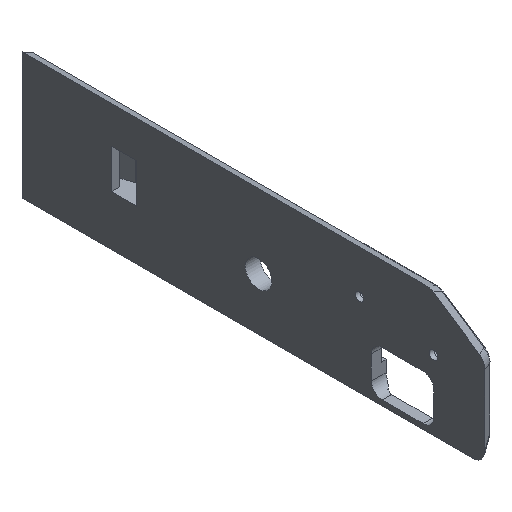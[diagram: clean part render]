
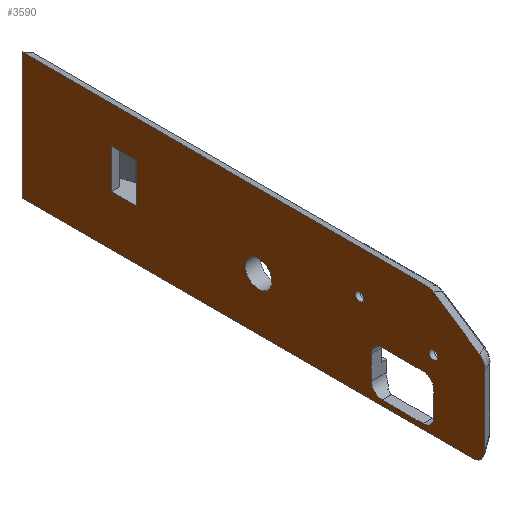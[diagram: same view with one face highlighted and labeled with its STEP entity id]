
A CAD part, isometric view. The second image highlights one B-rep face of the part: STEP entity #3590.
In plain terms, the highlighted planar face has unit normal (-1, 0, 0).
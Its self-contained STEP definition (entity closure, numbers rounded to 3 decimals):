
#580=CARTESIAN_POINT('',(19.6,444.75,-29.));
#581=VERTEX_POINT('',#580);
#605=CARTESIAN_POINT('',(19.6,443.,-30.75));
#606=VERTEX_POINT('',#605);
#607=CARTESIAN_POINT('',(19.6,443.,-29.));
#608=DIRECTION('',(1.,0.,0.));
#609=DIRECTION('',(0.,0.,-1.));
#610=AXIS2_PLACEMENT_3D('',#607,#608,#609);
#611=CIRCLE('',#610,1.75);
#612=EDGE_CURVE('',#606,#581,#611,.T.);
#614=CARTESIAN_POINT('',(19.6,443.,-29.));
#615=DIRECTION('',(1.,0.,0.));
#616=DIRECTION('',(0.,0.,-1.));
#617=AXIS2_PLACEMENT_3D('',#614,#615,#616);
#618=CIRCLE('',#617,1.75);
#619=EDGE_CURVE('',#581,#606,#618,.T.);
#631=CARTESIAN_POINT('',(19.6,474.75,-23.5));
#632=VERTEX_POINT('',#631);
#656=CARTESIAN_POINT('',(19.6,473.,-25.25));
#657=VERTEX_POINT('',#656);
#658=CARTESIAN_POINT('',(19.6,473.,-23.5));
#659=DIRECTION('',(1.,0.,0.));
#660=DIRECTION('',(0.,0.,-1.));
#661=AXIS2_PLACEMENT_3D('',#658,#659,#660);
#662=CIRCLE('',#661,1.75);
#663=EDGE_CURVE('',#657,#632,#662,.T.);
#665=CARTESIAN_POINT('',(19.6,473.,-23.5));
#666=DIRECTION('',(1.,0.,0.));
#667=DIRECTION('',(0.,0.,-1.));
#668=AXIS2_PLACEMENT_3D('',#665,#666,#667);
#669=CIRCLE('',#668,1.75);
#670=EDGE_CURVE('',#632,#657,#669,.T.);
#793=CARTESIAN_POINT('',(19.6,610.,-57.376));
#794=VERTEX_POINT('',#793);
#801=CARTESIAN_POINT('',(19.6,610.,-6.));
#802=VERTEX_POINT('',#801);
#803=CARTESIAN_POINT('',(19.6,610.,-57.376));
#804=DIRECTION('',(0.,0.,1.));
#805=VECTOR('',#804,51.376);
#806=LINE('',#803,#805);
#807=EDGE_CURVE('',#794,#802,#806,.T.);
#1993=CARTESIAN_POINT('',(19.6,443.191,-6.873));
#1994=VERTEX_POINT('',#1993);
#2019=CARTESIAN_POINT('',(19.6,446.073,-6.));
#2020=VERTEX_POINT('',#2019);
#2027=CARTESIAN_POINT('',(19.6,443.191,-6.873));
#2028=CARTESIAN_POINT('',(19.6,444.5,-6.));
#2029=CARTESIAN_POINT('',(19.6,446.073,-6.));
#2030=(BOUNDED_CURVE()
B_SPLINE_CURVE(2,(#2027,#2028,#2029),.UNSPECIFIED.,.F.,.F.)
B_SPLINE_CURVE_WITH_KNOTS((3,3),(345.466,374.534),.UNSPECIFIED.)
CURVE()
GEOMETRIC_REPRESENTATION_ITEM()
RATIONAL_B_SPLINE_CURVE((1.,0.968,1.))
REPRESENTATION_ITEM(''));
#2031=EDGE_CURVE('',#1994,#2020,#2030,.T.);
#2041=CARTESIAN_POINT('',(19.6,424.414,-19.391));
#2042=VERTEX_POINT('',#2041);
#2051=CARTESIAN_POINT('',(19.6,424.414,-19.391));
#2052=DIRECTION('',(0.,0.832,0.555));
#2053=VECTOR('',#2052,22.567);
#2054=LINE('',#2051,#2053);
#2055=EDGE_CURVE('',#2042,#1994,#2054,.T.);
#2065=CARTESIAN_POINT('',(19.6,422.1,-23.714));
#2066=VERTEX_POINT('',#2065);
#2085=CARTESIAN_POINT('',(19.6,422.1,-23.714));
#2086=CARTESIAN_POINT('',(19.6,422.1,-20.933));
#2087=CARTESIAN_POINT('',(19.6,424.414,-19.391));
#2088=(BOUNDED_CURVE()
B_SPLINE_CURVE(2,(#2085,#2086,#2087),.UNSPECIFIED.,.F.,.F.)
B_SPLINE_CURVE_WITH_KNOTS((3,3),(335.881,384.119),.UNSPECIFIED.)
CURVE()
GEOMETRIC_REPRESENTATION_ITEM()
RATIONAL_B_SPLINE_CURVE((1.,0.913,1.))
REPRESENTATION_ITEM(''));
#2089=EDGE_CURVE('',#2066,#2042,#2088,.T.);
#2099=CARTESIAN_POINT('',(19.6,422.1,-52.18));
#2100=VERTEX_POINT('',#2099);
#2109=CARTESIAN_POINT('',(19.6,422.1,-23.714));
#2110=DIRECTION('',(-0.,-0.,-1.));
#2111=VECTOR('',#2110,28.466);
#2112=LINE('',#2109,#2111);
#2113=EDGE_CURVE('',#2066,#2100,#2112,.T.);
#2123=CARTESIAN_POINT('',(19.6,427.296,-57.376));
#2124=VERTEX_POINT('',#2123);
#2143=CARTESIAN_POINT('',(19.6,427.296,-57.376));
#2144=CARTESIAN_POINT('',(19.6,422.1,-57.376));
#2145=CARTESIAN_POINT('',(19.6,422.1,-52.18));
#2146=(BOUNDED_CURVE()
B_SPLINE_CURVE(2,(#2143,#2144,#2145),.UNSPECIFIED.,.F.,.F.)
B_SPLINE_CURVE_WITH_KNOTS((3,3),(322.239,397.761),.UNSPECIFIED.)
CURVE()
GEOMETRIC_REPRESENTATION_ITEM()
RATIONAL_B_SPLINE_CURVE((1.,0.791,1.))
REPRESENTATION_ITEM(''));
#2147=EDGE_CURVE('',#2124,#2100,#2146,.T.);
#2157=CARTESIAN_POINT('',(19.6,442.8,-50.8));
#2158=VERTEX_POINT('',#2157);
#2183=CARTESIAN_POINT('',(19.6,447.2,-55.2));
#2184=VERTEX_POINT('',#2183);
#2191=CARTESIAN_POINT('',(19.6,447.2,-50.8));
#2192=DIRECTION('',(1.,0.,0.));
#2193=DIRECTION('',(0.,0.,-1.));
#2194=AXIS2_PLACEMENT_3D('',#2191,#2192,#2193);
#2195=CIRCLE('',#2194,4.4);
#2196=EDGE_CURVE('',#2158,#2184,#2195,.T.);
#2206=CARTESIAN_POINT('',(19.6,442.8,-41.2));
#2207=VERTEX_POINT('',#2206);
#2223=CARTESIAN_POINT('',(19.6,442.8,-41.2));
#2224=DIRECTION('',(-0.,-0.,-1.));
#2225=VECTOR('',#2224,9.6);
#2226=LINE('',#2223,#2225);
#2227=EDGE_CURVE('',#2207,#2158,#2226,.T.);
#2237=CARTESIAN_POINT('',(19.6,447.2,-36.8));
#2238=VERTEX_POINT('',#2237);
#2247=CARTESIAN_POINT('',(19.6,447.2,-41.2));
#2248=DIRECTION('',(1.,0.,0.));
#2249=DIRECTION('',(0.,0.,-1.));
#2250=AXIS2_PLACEMENT_3D('',#2247,#2248,#2249);
#2251=CIRCLE('',#2250,4.4);
#2252=EDGE_CURVE('',#2238,#2207,#2251,.T.);
#2262=CARTESIAN_POINT('',(19.6,463.8,-36.8));
#2263=VERTEX_POINT('',#2262);
#2272=CARTESIAN_POINT('',(19.6,463.8,-36.8));
#2273=DIRECTION('',(-0.,-1.,-0.));
#2274=VECTOR('',#2273,16.6);
#2275=LINE('',#2272,#2274);
#2276=EDGE_CURVE('',#2263,#2238,#2275,.T.);
#2286=CARTESIAN_POINT('',(19.6,468.2,-41.2));
#2287=VERTEX_POINT('',#2286);
#2296=CARTESIAN_POINT('',(19.6,463.8,-41.2));
#2297=DIRECTION('',(1.,0.,0.));
#2298=DIRECTION('',(0.,0.,-1.));
#2299=AXIS2_PLACEMENT_3D('',#2296,#2297,#2298);
#2300=CIRCLE('',#2299,4.4);
#2301=EDGE_CURVE('',#2287,#2263,#2300,.T.);
#2311=CARTESIAN_POINT('',(19.6,468.2,-50.8));
#2312=VERTEX_POINT('',#2311);
#2330=CARTESIAN_POINT('',(19.6,468.2,-50.8));
#2331=DIRECTION('',(0.,0.,1.));
#2332=VECTOR('',#2331,9.6);
#2333=LINE('',#2330,#2332);
#2334=EDGE_CURVE('',#2312,#2287,#2333,.T.);
#2344=CARTESIAN_POINT('',(19.6,463.8,-55.2));
#2345=VERTEX_POINT('',#2344);
#2391=CARTESIAN_POINT('',(19.6,463.8,-50.8));
#2392=DIRECTION('',(1.,0.,0.));
#2393=DIRECTION('',(0.,0.,-1.));
#2394=AXIS2_PLACEMENT_3D('',#2391,#2392,#2393);
#2395=CIRCLE('',#2394,4.4);
#2396=EDGE_CURVE('',#2345,#2312,#2395,.T.);
#2407=CARTESIAN_POINT('',(19.6,447.2,-55.2));
#2408=DIRECTION('',(0.,1.,0.));
#2409=VECTOR('',#2408,16.6);
#2410=LINE('',#2407,#2409);
#2411=EDGE_CURVE('',#2184,#2345,#2410,.T.);
#3493=CARTESIAN_POINT('',(19.6,0.,0.));
#3494=DIRECTION('',(1.,0.,0.));
#3495=DIRECTION('',(0.,1.,0.));
#3496=AXIS2_PLACEMENT_3D('',#3493,#3494,#3495);
#3497=PLANE('',#3496);
#3498=CARTESIAN_POINT('',(19.6,514.,-41.375));
#3499=VERTEX_POINT('',#3498);
#3500=CARTESIAN_POINT('',(19.6,519.375,-36.));
#3501=VERTEX_POINT('',#3500);
#3502=CARTESIAN_POINT('',(19.6,514.,-36.));
#3503=DIRECTION('',(1.,0.,0.));
#3504=DIRECTION('',(0.,0.,-1.));
#3505=AXIS2_PLACEMENT_3D('',#3502,#3503,#3504);
#3506=CIRCLE('',#3505,5.375);
#3507=EDGE_CURVE('',#3499,#3501,#3506,.T.);
#3508=ORIENTED_EDGE('',*,*,#3507,.T.);
#3509=CARTESIAN_POINT('',(19.6,514.,-36.));
#3510=DIRECTION('',(1.,0.,0.));
#3511=DIRECTION('',(0.,0.,-1.));
#3512=AXIS2_PLACEMENT_3D('',#3509,#3510,#3511);
#3513=CIRCLE('',#3512,5.375);
#3514=EDGE_CURVE('',#3501,#3499,#3513,.T.);
#3515=ORIENTED_EDGE('',*,*,#3514,.T.);
#3516=EDGE_LOOP('',(#3508,#3515));
#3517=FACE_BOUND('',#3516,.T.);
#3518=CARTESIAN_POINT('',(19.6,573.835,-37.));
#3519=VERTEX_POINT('',#3518);
#3520=CARTESIAN_POINT('',(19.6,573.835,-21.));
#3521=VERTEX_POINT('',#3520);
#3522=CARTESIAN_POINT('',(19.6,573.835,-37.));
#3523=DIRECTION('',(0.,0.,1.));
#3524=VECTOR('',#3523,16.);
#3525=LINE('',#3522,#3524);
#3526=EDGE_CURVE('',#3519,#3521,#3525,.T.);
#3527=ORIENTED_EDGE('',*,*,#3526,.T.);
#3528=CARTESIAN_POINT('',(19.6,563.635,-21.));
#3529=VERTEX_POINT('',#3528);
#3530=CARTESIAN_POINT('',(19.6,573.835,-21.));
#3531=DIRECTION('',(-0.,-1.,-0.));
#3532=VECTOR('',#3531,10.2);
#3533=LINE('',#3530,#3532);
#3534=EDGE_CURVE('',#3521,#3529,#3533,.T.);
#3535=ORIENTED_EDGE('',*,*,#3534,.T.);
#3536=CARTESIAN_POINT('',(19.6,563.635,-37.));
#3537=VERTEX_POINT('',#3536);
#3538=CARTESIAN_POINT('',(19.6,563.635,-21.));
#3539=DIRECTION('',(-0.,-0.,-1.));
#3540=VECTOR('',#3539,16.);
#3541=LINE('',#3538,#3540);
#3542=EDGE_CURVE('',#3529,#3537,#3541,.T.);
#3543=ORIENTED_EDGE('',*,*,#3542,.T.);
#3544=CARTESIAN_POINT('',(19.6,563.635,-37.));
#3545=DIRECTION('',(0.,1.,0.));
#3546=VECTOR('',#3545,10.2);
#3547=LINE('',#3544,#3546);
#3548=EDGE_CURVE('',#3537,#3519,#3547,.T.);
#3549=ORIENTED_EDGE('',*,*,#3548,.T.);
#3550=EDGE_LOOP('',(#3527,#3535,#3543,#3549));
#3551=FACE_BOUND('',#3550,.T.);
#3552=ORIENTED_EDGE('',*,*,#2411,.T.);
#3553=ORIENTED_EDGE('',*,*,#2396,.T.);
#3554=ORIENTED_EDGE('',*,*,#2334,.T.);
#3555=ORIENTED_EDGE('',*,*,#2301,.T.);
#3556=ORIENTED_EDGE('',*,*,#2276,.T.);
#3557=ORIENTED_EDGE('',*,*,#2252,.T.);
#3558=ORIENTED_EDGE('',*,*,#2227,.T.);
#3559=ORIENTED_EDGE('',*,*,#2196,.T.);
#3560=EDGE_LOOP('',(#3552,#3553,#3554,#3555,#3556,#3557,#3558,#3559));
#3561=FACE_BOUND('',#3560,.T.);
#3562=ORIENTED_EDGE('',*,*,#612,.T.);
#3563=ORIENTED_EDGE('',*,*,#619,.T.);
#3564=EDGE_LOOP('',(#3562,#3563));
#3565=FACE_BOUND('',#3564,.T.);
#3566=ORIENTED_EDGE('',*,*,#663,.T.);
#3567=ORIENTED_EDGE('',*,*,#670,.T.);
#3568=EDGE_LOOP('',(#3566,#3567));
#3569=FACE_BOUND('',#3568,.T.);
#3570=ORIENTED_EDGE('',*,*,#807,.F.);
#3571=CARTESIAN_POINT('',(19.6,427.296,-57.376));
#3572=DIRECTION('',(-0.,1.,-0.));
#3573=VECTOR('',#3572,182.704);
#3574=LINE('',#3571,#3573);
#3575=EDGE_CURVE('',#2124,#794,#3574,.T.);
#3576=ORIENTED_EDGE('',*,*,#3575,.F.);
#3577=ORIENTED_EDGE('',*,*,#2147,.T.);
#3578=ORIENTED_EDGE('',*,*,#2113,.F.);
#3579=ORIENTED_EDGE('',*,*,#2089,.T.);
#3580=ORIENTED_EDGE('',*,*,#2055,.T.);
#3581=ORIENTED_EDGE('',*,*,#2031,.T.);
#3582=CARTESIAN_POINT('',(19.6,446.073,-6.));
#3583=DIRECTION('',(0.,1.,0.));
#3584=VECTOR('',#3583,163.927);
#3585=LINE('',#3582,#3584);
#3586=EDGE_CURVE('',#2020,#802,#3585,.T.);
#3587=ORIENTED_EDGE('',*,*,#3586,.T.);
#3588=EDGE_LOOP('',(#3570,#3576,#3577,#3578,#3579,#3580,#3581,#3587));
#3589=FACE_BOUND('',#3588,.T.);
#3590=ADVANCED_FACE('',(#3517,#3551,#3561,#3565,#3569,#3589),#3497,.F.);
